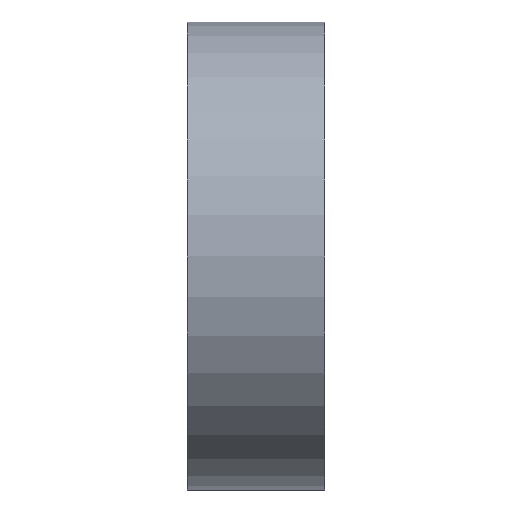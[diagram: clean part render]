
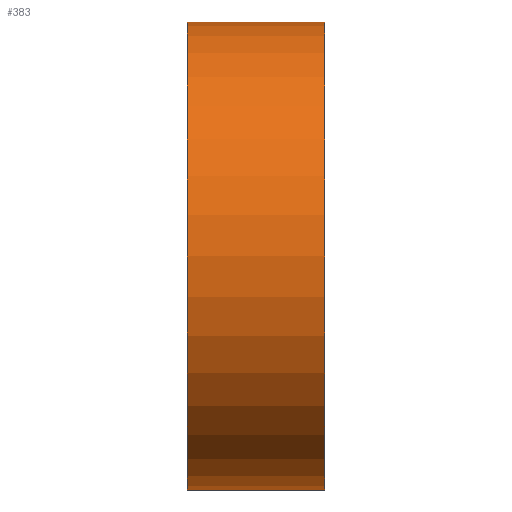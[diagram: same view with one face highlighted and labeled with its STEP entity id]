
A CAD part, front view. The second image highlights one B-rep face of the part: STEP entity #383.
In plain terms, the highlighted cylindrical face has radius 11.1 mm (diameter 22.2 mm), a partial arc.
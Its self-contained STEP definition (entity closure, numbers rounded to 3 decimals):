
#16 = FACE_OUTER_BOUND ( 'NONE', #126, .T. ) ;
#28 = DIRECTION ( 'NONE',  ( 1., 0., 0. ) ) ;
#55 = VERTEX_POINT ( 'NONE', #199 ) ;
#73 = CYLINDRICAL_SURFACE ( 'NONE', #226, 11.1 ) ;
#83 = CARTESIAN_POINT ( 'NONE',  ( -2.5, 0., 11.1 ) ) ;
#88 = ORIENTED_EDGE ( 'NONE', *, *, #160, .F. ) ;
#91 = ORIENTED_EDGE ( 'NONE', *, *, #444, .T. ) ;
#126 = EDGE_LOOP ( 'NONE', ( #353, #88, #392, #91 ) ) ;
#158 = CARTESIAN_POINT ( 'NONE',  ( 2.5, 0., 0. ) ) ;
#159 = VERTEX_POINT ( 'NONE', #461 ) ;
#160 = EDGE_CURVE ( 'NONE', #159, #55, #433, .T. ) ;
#165 = DIRECTION ( 'NONE',  ( 0., 0., -1. ) ) ;
#171 = CARTESIAN_POINT ( 'NONE',  ( 4., 0., 0. ) ) ;
#175 = CIRCLE ( 'NONE', #265, 11.1 ) ;
#194 = VECTOR ( 'NONE', #394, 1000. ) ;
#199 = CARTESIAN_POINT ( 'NONE',  ( -2.5, 0., -11.1 ) ) ;
#204 = EDGE_CURVE ( 'NONE', #405, #159, #175, .T. ) ;
#226 = AXIS2_PLACEMENT_3D ( 'NONE', #158, #462, #377 ) ;
#239 = CARTESIAN_POINT ( 'NONE',  ( -2.5, 0., 0. ) ) ;
#258 = CIRCLE ( 'NONE', #376, 11.1 ) ;
#265 = AXIS2_PLACEMENT_3D ( 'NONE', #171, #325, #473 ) ;
#315 = CARTESIAN_POINT ( 'NONE',  ( 4., 0., 11.1 ) ) ;
#325 = DIRECTION ( 'NONE',  ( 1., 0., 0. ) ) ;
#353 = ORIENTED_EDGE ( 'NONE', *, *, #486, .T. ) ;
#376 = AXIS2_PLACEMENT_3D ( 'NONE', #239, #28, #165 ) ;
#377 = DIRECTION ( 'NONE',  ( 0., 0., 1. ) ) ;
#383 = ADVANCED_FACE ( 'NONE', ( #16 ), #73, .T. ) ;
#392 = ORIENTED_EDGE ( 'NONE', *, *, #204, .F. ) ;
#394 = DIRECTION ( 'NONE',  ( -1., 0., 0. ) ) ;
#402 = VERTEX_POINT ( 'NONE', #83 ) ;
#405 = VERTEX_POINT ( 'NONE', #315 ) ;
#426 = DIRECTION ( 'NONE',  ( -1., 0., 0. ) ) ;
#433 = LINE ( 'NONE', #437, #483 ) ;
#437 = CARTESIAN_POINT ( 'NONE',  ( 2.5, 0., -11.1 ) ) ;
#444 = EDGE_CURVE ( 'NONE', #405, #402, #481, .T. ) ;
#461 = CARTESIAN_POINT ( 'NONE',  ( 4., 0., -11.1 ) ) ;
#462 = DIRECTION ( 'NONE',  ( -1., 0., 0. ) ) ;
#470 = CARTESIAN_POINT ( 'NONE',  ( 2.5, 0., 11.1 ) ) ;
#473 = DIRECTION ( 'NONE',  ( 0., 0., -1. ) ) ;
#481 = LINE ( 'NONE', #470, #194 ) ;
#483 = VECTOR ( 'NONE', #426, 1000. ) ;
#486 = EDGE_CURVE ( 'NONE', #402, #55, #258, .T. ) ;
